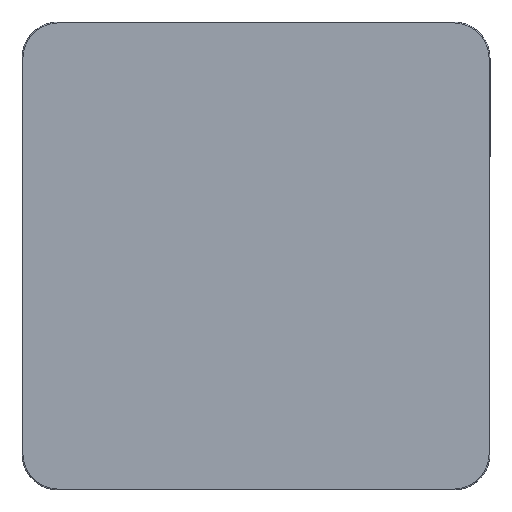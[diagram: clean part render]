
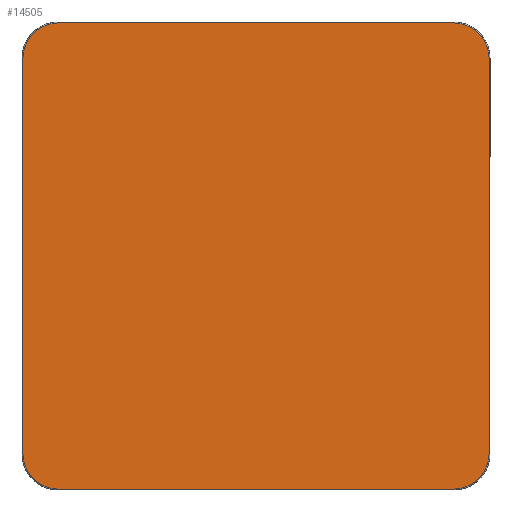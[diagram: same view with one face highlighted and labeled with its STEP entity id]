
A CAD part, left-side view. The second image highlights one B-rep face of the part: STEP entity #14505.
In plain terms, the highlighted face is planar.
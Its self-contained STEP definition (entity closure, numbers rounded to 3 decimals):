
#13988=CARTESIAN_POINT('Vertex',(-77.2,65.5,0.)) ;
#14000=CARTESIAN_POINT('Vertex',(-65.5,77.2,0.)) ;
#14003=CARTESIAN_POINT('Axis2P3D Location',(-65.5,65.5,0.)) ;
#14026=CARTESIAN_POINT('Vertex',(-77.2,-65.5,0.)) ;
#14029=CARTESIAN_POINT('Line Origine',(-77.2,0.,0.)) ;
#14050=CARTESIAN_POINT('Vertex',(-65.5,-77.2,0.)) ;
#14058=CARTESIAN_POINT('Axis2P3D Location',(-65.5,-65.5,0.)) ;
#14091=CARTESIAN_POINT('Vertex',(65.5,-77.2,0.)) ;
#14094=CARTESIAN_POINT('Line Origine',(0.,-77.2,0.)) ;
#14115=CARTESIAN_POINT('Vertex',(77.2,-65.5,0.)) ;
#14123=CARTESIAN_POINT('Axis2P3D Location',(65.5,-65.5,0.)) ;
#14156=CARTESIAN_POINT('Line Origine',(77.2,0.,0.)) ;
#14160=CARTESIAN_POINT('Vertex',(77.2,-6.128,0.)) ;
#14324=CARTESIAN_POINT('Line Origine',(77.2,0.,0.)) ;
#14328=CARTESIAN_POINT('Vertex',(77.2,65.5,0.)) ;
#14330=CARTESIAN_POINT('Vertex',(77.2,6.857,0.)) ;
#14368=CARTESIAN_POINT('Vertex',(65.5,77.2,0.)) ;
#14376=CARTESIAN_POINT('Axis2P3D Location',(65.5,65.5,0.)) ;
#14400=CARTESIAN_POINT('Line Origine',(0.,77.2,0.)) ;
#14422=CARTESIAN_POINT('Line Origine',(77.238,-6.128,0.)) ;
#14426=CARTESIAN_POINT('Vertex',(77.276,-6.128,0.)) ;
#14445=CARTESIAN_POINT('Line Origine',(77.276,0.365,0.)) ;
#14449=CARTESIAN_POINT('Vertex',(77.276,6.857,0.)) ;
#14475=CARTESIAN_POINT('Line Origine',(77.238,6.857,0.)) ;
#14486=CARTESIAN_POINT('Axis2P3D Location',(0.,0.,0.)) ;
#14031=VECTOR('Line Direction',#14030,1.) ;
#14096=VECTOR('Line Direction',#14095,1.) ;
#14158=VECTOR('Line Direction',#14157,1.) ;
#14326=VECTOR('Line Direction',#14325,1.) ;
#14402=VECTOR('Line Direction',#14401,1.) ;
#14424=VECTOR('Line Direction',#14423,1.) ;
#14447=VECTOR('Line Direction',#14446,1.) ;
#14477=VECTOR('Line Direction',#14476,1.) ;
#14004=DIRECTION('Axis2P3D Direction',(0.,0.,1.)) ;
#14030=DIRECTION('Vector Direction',(0.,1.,0.)) ;
#14059=DIRECTION('Axis2P3D Direction',(-0.,0.,1.)) ;
#14095=DIRECTION('Vector Direction',(-1.,0.,0.)) ;
#14124=DIRECTION('Axis2P3D Direction',(0.,-0.,1.)) ;
#14157=DIRECTION('Vector Direction',(0.,-1.,0.)) ;
#14325=DIRECTION('Vector Direction',(0.,-1.,0.)) ;
#14377=DIRECTION('Axis2P3D Direction',(0.,-0.,1.)) ;
#14401=DIRECTION('Vector Direction',(1.,0.,0.)) ;
#14423=DIRECTION('Vector Direction',(1.,0.,0.)) ;
#14446=DIRECTION('Vector Direction',(0.,1.,0.)) ;
#14476=DIRECTION('Vector Direction',(-1.,0.,0.)) ;
#14487=DIRECTION('Axis2P3D Direction',(0.,0.,1.)) ;
#14488=DIRECTION('Axis2P3D XDirection',(1.,0.,0.)) ;
#14005=AXIS2_PLACEMENT_3D('Circle Axis2P3D',#14003,#14004,$) ;
#14060=AXIS2_PLACEMENT_3D('Circle Axis2P3D',#14058,#14059,$) ;
#14125=AXIS2_PLACEMENT_3D('Circle Axis2P3D',#14123,#14124,$) ;
#14378=AXIS2_PLACEMENT_3D('Circle Axis2P3D',#14376,#14377,$) ;
#14489=AXIS2_PLACEMENT_3D('Plane Axis2P3D',#14486,#14487,#14488) ;
#14032=LINE('Line',#14029,#14031) ;
#14097=LINE('Line',#14094,#14096) ;
#14159=LINE('Line',#14156,#14158) ;
#14327=LINE('Line',#14324,#14326) ;
#14403=LINE('Line',#14400,#14402) ;
#14425=LINE('Line',#14422,#14424) ;
#14448=LINE('Line',#14445,#14447) ;
#14478=LINE('Line',#14475,#14477) ;
#14006=CIRCLE('generated circle',#14005,11.7) ;
#14061=CIRCLE('generated circle',#14060,11.7) ;
#14126=CIRCLE('generated circle',#14125,11.7) ;
#14379=CIRCLE('generated circle',#14378,11.7) ;
#14490=PLANE('',#14489) ;
#14007=EDGE_CURVE('',#13989,#14001,#14006,.F.) ;
#14033=EDGE_CURVE('',#14027,#13989,#14032,.T.) ;
#14062=EDGE_CURVE('',#14051,#14027,#14061,.F.) ;
#14098=EDGE_CURVE('',#14092,#14051,#14097,.T.) ;
#14127=EDGE_CURVE('',#14116,#14092,#14126,.F.) ;
#14162=EDGE_CURVE('',#14161,#14116,#14159,.T.) ;
#14332=EDGE_CURVE('',#14329,#14331,#14327,.T.) ;
#14380=EDGE_CURVE('',#14369,#14329,#14379,.F.) ;
#14404=EDGE_CURVE('',#14001,#14369,#14403,.T.) ;
#14428=EDGE_CURVE('',#14427,#14161,#14425,.F.) ;
#14451=EDGE_CURVE('',#14450,#14427,#14448,.F.) ;
#14479=EDGE_CURVE('',#14331,#14450,#14478,.F.) ;
#14492=ORIENTED_EDGE('',*,*,#14479,.T.) ;
#14493=ORIENTED_EDGE('',*,*,#14451,.T.) ;
#14494=ORIENTED_EDGE('',*,*,#14428,.T.) ;
#14495=ORIENTED_EDGE('',*,*,#14162,.T.) ;
#14496=ORIENTED_EDGE('',*,*,#14127,.T.) ;
#14497=ORIENTED_EDGE('',*,*,#14098,.T.) ;
#14498=ORIENTED_EDGE('',*,*,#14062,.T.) ;
#14499=ORIENTED_EDGE('',*,*,#14033,.T.) ;
#14500=ORIENTED_EDGE('',*,*,#14007,.T.) ;
#14501=ORIENTED_EDGE('',*,*,#14404,.T.) ;
#14502=ORIENTED_EDGE('',*,*,#14380,.T.) ;
#14503=ORIENTED_EDGE('',*,*,#14332,.T.) ;
#14491=EDGE_LOOP('',(#14492,#14493,#14494,#14495,#14496,#14497,#14498,#14499,#14500,#14501,#14502,#14503)) ;
#13989=VERTEX_POINT('',#13988) ;
#14001=VERTEX_POINT('',#14000) ;
#14027=VERTEX_POINT('',#14026) ;
#14051=VERTEX_POINT('',#14050) ;
#14092=VERTEX_POINT('',#14091) ;
#14116=VERTEX_POINT('',#14115) ;
#14161=VERTEX_POINT('',#14160) ;
#14329=VERTEX_POINT('',#14328) ;
#14331=VERTEX_POINT('',#14330) ;
#14369=VERTEX_POINT('',#14368) ;
#14427=VERTEX_POINT('',#14426) ;
#14450=VERTEX_POINT('',#14449) ;
#14505=ADVANCED_FACE('Hauptk\X2\00F6\X0\rper',(#14504),#14490,.F.) ;
#14504=FACE_OUTER_BOUND('',#14491,.T.) ;
